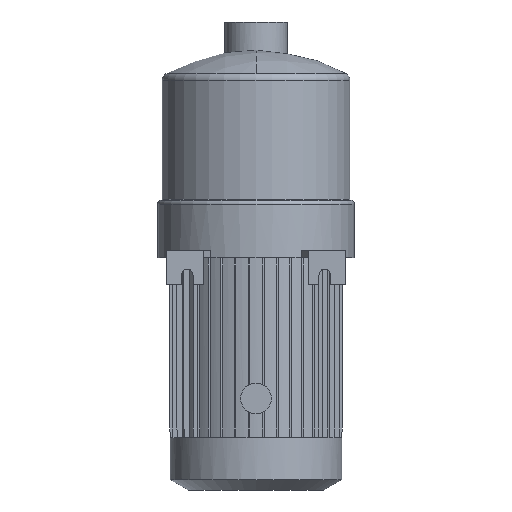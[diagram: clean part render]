
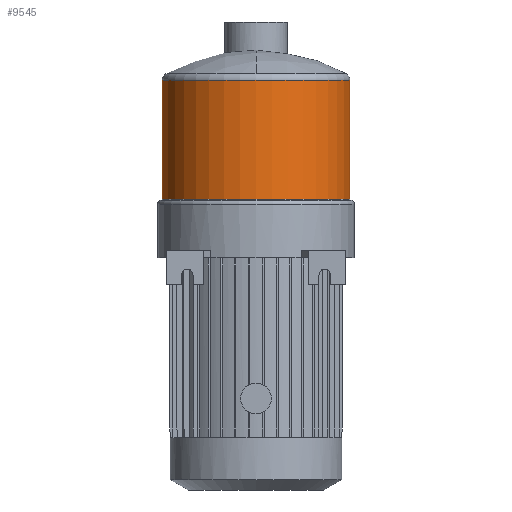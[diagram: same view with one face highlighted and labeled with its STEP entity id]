
A CAD part, front view. The second image highlights one B-rep face of the part: STEP entity #9545.
In plain terms, the highlighted cylindrical face has radius 76.5 mm (diameter 153 mm), a partial arc.
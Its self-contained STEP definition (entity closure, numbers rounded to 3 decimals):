
#31 = LINE ( 'NONE', #7841, #2543 ) ;
#67 = DIRECTION ( 'NONE',  ( 1., 0., 0. ) ) ;
#860 = AXIS2_PLACEMENT_3D ( 'NONE', #8717, #1078, #4643 ) ;
#1078 = DIRECTION ( 'NONE',  ( 0., 0., 1. ) ) ;
#1104 = ORIENTED_EDGE ( 'NONE', *, *, #9610, .T. ) ;
#1109 = CARTESIAN_POINT ( 'NONE',  ( 76.5, 0., 70.562 ) ) ;
#1209 = CIRCLE ( 'NONE', #7637, 76.5 ) ;
#1321 = EDGE_CURVE ( 'NONE', #9910, #10366, #8495, .T. ) ;
#1918 = VERTEX_POINT ( 'NONE', #1109 ) ;
#2101 = ORIENTED_EDGE ( 'NONE', *, *, #10183, .T. ) ;
#2122 = FACE_OUTER_BOUND ( 'NONE', #3457, .T. ) ;
#2172 = DIRECTION ( 'NONE',  ( 0., 0., -1. ) ) ;
#2298 = CARTESIAN_POINT ( 'NONE',  ( 76.5, 0., -26.5 ) ) ;
#2543 = VECTOR ( 'NONE', #6153, 1000. ) ;
#2631 = VECTOR ( 'NONE', #3595, 1000. ) ;
#2757 = LINE ( 'NONE', #4493, #2631 ) ;
#2860 = EDGE_CURVE ( 'NONE', #9910, #7728, #2757, .T. ) ;
#3457 = EDGE_LOOP ( 'NONE', ( #7769, #8246, #2101, #1104 ) ) ;
#3595 = DIRECTION ( 'NONE',  ( 0., 0., 1. ) ) ;
#3672 = AXIS2_PLACEMENT_3D ( 'NONE', #9376, #6761, #67 ) ;
#4493 = CARTESIAN_POINT ( 'NONE',  ( -76.5, 0., 118. ) ) ;
#4643 = DIRECTION ( 'NONE',  ( 1., 0., 0. ) ) ;
#4858 = DIRECTION ( 'NONE',  ( -1., 0., 0. ) ) ;
#5523 = CYLINDRICAL_SURFACE ( 'NONE', #860, 76.5 ) ;
#6153 = DIRECTION ( 'NONE',  ( 0., 0., 1. ) ) ;
#6274 = CARTESIAN_POINT ( 'NONE',  ( -76.5, 0., -26.5 ) ) ;
#6761 = DIRECTION ( 'NONE',  ( 0., 0., 1. ) ) ;
#7637 = AXIS2_PLACEMENT_3D ( 'NONE', #9210, #2172, #4858 ) ;
#7728 = VERTEX_POINT ( 'NONE', #9007 ) ;
#7769 = ORIENTED_EDGE ( 'NONE', *, *, #2860, .F. ) ;
#7841 = CARTESIAN_POINT ( 'NONE',  ( 76.5, 0., 118. ) ) ;
#8246 = ORIENTED_EDGE ( 'NONE', *, *, #1321, .T. ) ;
#8495 = CIRCLE ( 'NONE', #3672, 76.5 ) ;
#8717 = CARTESIAN_POINT ( 'NONE',  ( 0., 0., 118. ) ) ;
#9007 = CARTESIAN_POINT ( 'NONE',  ( -76.5, 0., 70.562 ) ) ;
#9210 = CARTESIAN_POINT ( 'NONE',  ( 0., 0., 70.562 ) ) ;
#9376 = CARTESIAN_POINT ( 'NONE',  ( 0., 0., -26.5 ) ) ;
#9545 = ADVANCED_FACE ( 'NONE', ( #2122 ), #5523, .T. ) ;
#9610 = EDGE_CURVE ( 'NONE', #1918, #7728, #1209, .T. ) ;
#9910 = VERTEX_POINT ( 'NONE', #6274 ) ;
#10183 = EDGE_CURVE ( 'NONE', #10366, #1918, #31, .T. ) ;
#10366 = VERTEX_POINT ( 'NONE', #2298 ) ;
